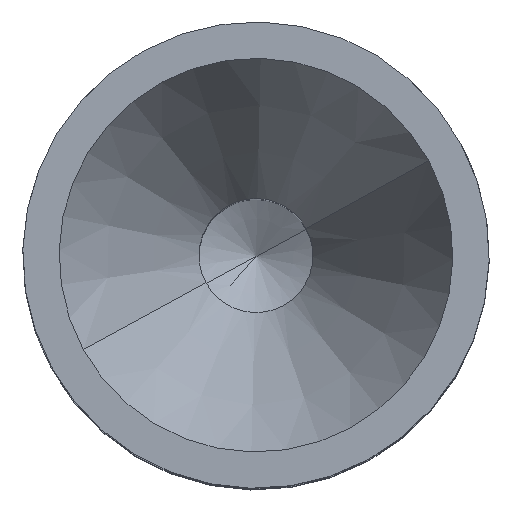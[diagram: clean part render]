
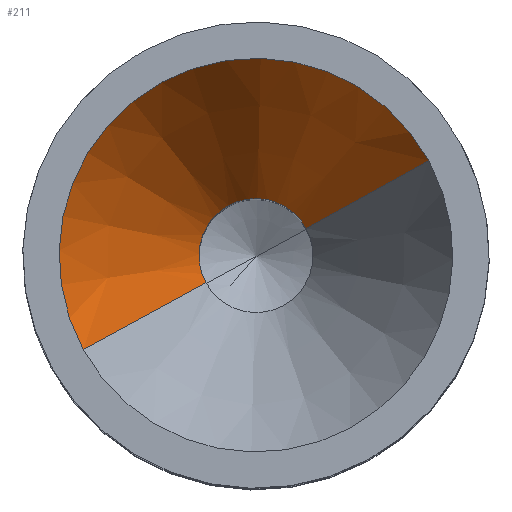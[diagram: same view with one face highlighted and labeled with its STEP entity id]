
A CAD part, top view. The second image highlights one B-rep face of the part: STEP entity #211.
In plain terms, the highlighted conical face has half-angle 29.957 degrees and reference radius 0.55 mm.
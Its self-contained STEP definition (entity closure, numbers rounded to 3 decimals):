
#102=AXIS2_PLACEMENT_3D('Circle Axis2P3D',#100,#101,$) ;
#198=AXIS2_PLACEMENT_3D('Cone Axis2P3D',#195,#196,#197) ;
#202=AXIS2_PLACEMENT_3D('Circle Axis2P3D',#200,#201,$) ;
#95=CARTESIAN_POINT('Vertex',(0.583,1.339,25.)) ;
#97=CARTESIAN_POINT('Vertex',(3.917,3.161,25.)) ;
#100=CARTESIAN_POINT('Axis2P3D Location',(2.25,2.25,25.)) ;
#173=CARTESIAN_POINT('Vertex',(1.767,1.986,22.659)) ;
#175=CARTESIAN_POINT('Vertex',(2.733,2.514,22.659)) ;
#178=CARTESIAN_POINT('Line Origine',(-219109.125,-119698.84,433221.895)) ;
#183=CARTESIAN_POINT('Line Origine',(219113.625,119703.34,433221.895)) ;
#195=CARTESIAN_POINT('Axis2P3D Location',(2.25,2.25,22.659)) ;
#200=CARTESIAN_POINT('Axis2P3D Location',(2.25,2.25,22.659)) ;
#101=DIRECTION('Axis2P3D Direction',(0.,-0.,1.)) ;
#179=DIRECTION('Vector Direction',(-0.438,-0.239,0.866)) ;
#184=DIRECTION('Vector Direction',(0.438,0.239,0.866)) ;
#196=DIRECTION('Axis2P3D Direction',(0.,0.,1.)) ;
#197=DIRECTION('Axis2P3D XDirection',(0.878,0.479,0.)) ;
#201=DIRECTION('Axis2P3D Direction',(0.,0.,1.)) ;
#180=VECTOR('Line Direction',#179,1.) ;
#185=VECTOR('Line Direction',#184,1.) ;
#206=ORIENTED_EDGE('',*,*,#204,.F.) ;
#207=ORIENTED_EDGE('',*,*,#187,.T.) ;
#208=ORIENTED_EDGE('',*,*,#104,.T.) ;
#209=ORIENTED_EDGE('',*,*,#182,.F.) ;
#211=ADVANCED_FACE('Hauptkoerper',(#210),#199,.F.) ;
#103=CIRCLE('generated circle',#102,1.899) ;
#203=CIRCLE('generated circle',#202,0.55) ;
#199=CONICAL_SURFACE('Cone',#198,0.55,0.523) ;
#104=EDGE_CURVE('',#98,#96,#103,.T.) ;
#182=EDGE_CURVE('',#174,#96,#181,.T.) ;
#187=EDGE_CURVE('',#176,#98,#186,.T.) ;
#204=EDGE_CURVE('',#176,#174,#203,.T.) ;
#205=EDGE_LOOP('',(#206,#207,#208,#209)) ;
#210=FACE_OUTER_BOUND('',#205,.T.) ;
#181=LINE('Line',#178,#180) ;
#186=LINE('Line',#183,#185) ;
#96=VERTEX_POINT('',#95) ;
#98=VERTEX_POINT('',#97) ;
#174=VERTEX_POINT('',#173) ;
#176=VERTEX_POINT('',#175) ;
